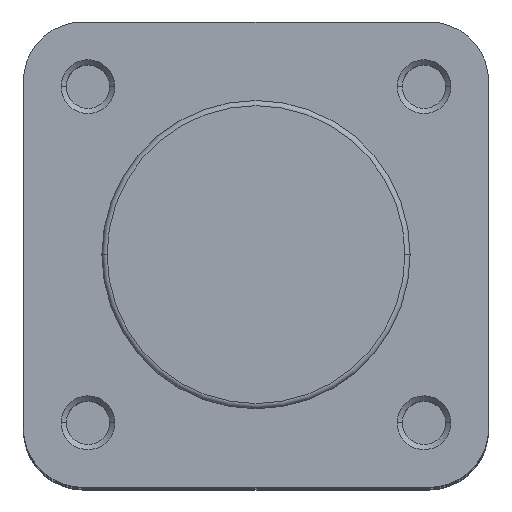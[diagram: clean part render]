
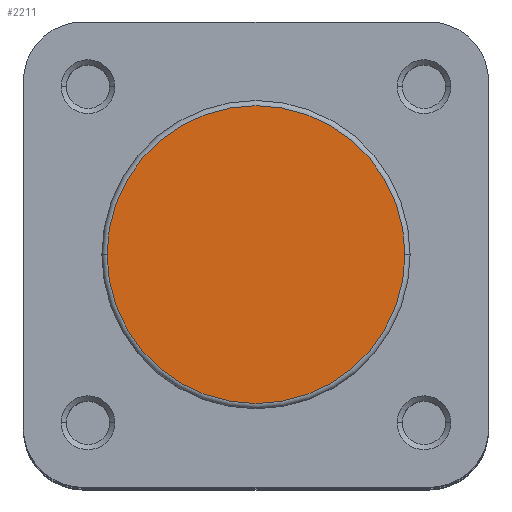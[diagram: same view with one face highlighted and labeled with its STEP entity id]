
A CAD part, top view. The second image highlights one B-rep face of the part: STEP entity #2211.
In plain terms, the highlighted planar face has unit normal (0, 0, 1).
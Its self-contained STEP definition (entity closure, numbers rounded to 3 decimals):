
#831 = EDGE_CURVE ( 'NONE', #4825, #1755, #1633, .T. ) ;
#921 = AXIS2_PLACEMENT_3D ( 'NONE', #2341, #2313, #2312 ) ;
#1116 = AXIS2_PLACEMENT_3D ( 'NONE', #4063, #4066, #4067 ) ;
#1122 = AXIS2_PLACEMENT_3D ( 'NONE', #4146, #4148, #4149 ) ;
#1633 = CIRCLE ( 'NONE', #921, 14.4 ) ;
#1755 = VERTEX_POINT ( 'NONE', #2242 ) ;
#2211 = ADVANCED_FACE ( 'NONE', ( #3359 ), #4064, .F. ) ;
#2242 = CARTESIAN_POINT ( 'NONE',  ( -14.4, 0., 0. ) ) ;
#2312 = DIRECTION ( 'NONE',  ( -1., 0., 0. ) ) ;
#2313 = DIRECTION ( 'NONE',  ( 0., 0., 1. ) ) ;
#2341 = CARTESIAN_POINT ( 'NONE',  ( 0., 0., 0. ) ) ;
#2513 = ORIENTED_EDGE ( 'NONE', *, *, #831, .T. ) ;
#2514 = ORIENTED_EDGE ( 'NONE', *, *, #3708, .T. ) ;
#2854 = EDGE_LOOP ( 'NONE', ( #2514, #2513 ) ) ;
#3359 = FACE_OUTER_BOUND ( 'NONE', #2854, .T. ) ;
#3395 = CIRCLE ( 'NONE', #1122, 14.4 ) ;
#3708 = EDGE_CURVE ( 'NONE', #1755, #4825, #3395, .T. ) ;
#4063 = CARTESIAN_POINT ( 'NONE',  ( 0., 14.9, 0. ) ) ;
#4064 = PLANE ( 'NONE',  #1116 ) ;
#4066 = DIRECTION ( 'NONE',  ( 0., 0., -1. ) ) ;
#4067 = DIRECTION ( 'NONE',  ( -1., 0., 0. ) ) ;
#4146 = CARTESIAN_POINT ( 'NONE',  ( 0., 0., 0. ) ) ;
#4148 = DIRECTION ( 'NONE',  ( 0., 0., 1. ) ) ;
#4149 = DIRECTION ( 'NONE',  ( -1., 0., 0. ) ) ;
#4632 = CARTESIAN_POINT ( 'NONE',  ( 14.4, 0., 0. ) ) ;
#4825 = VERTEX_POINT ( 'NONE', #4632 ) ;
